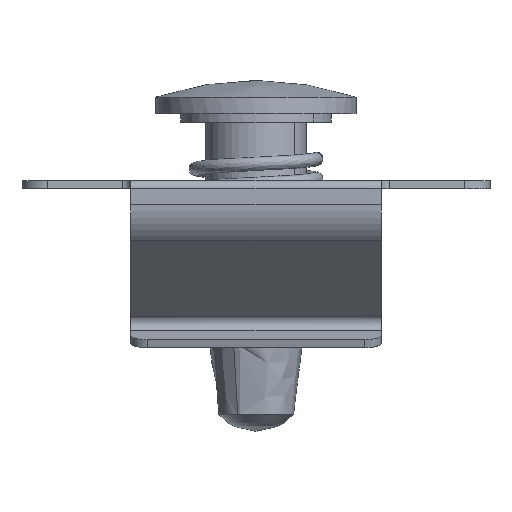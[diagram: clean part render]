
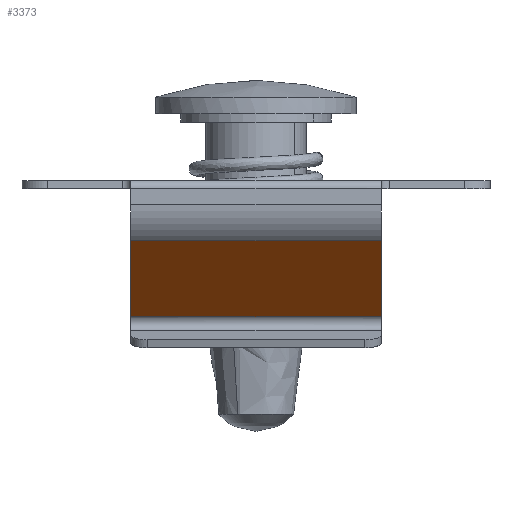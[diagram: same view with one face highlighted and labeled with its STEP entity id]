
A CAD part, left-side view. The second image highlights one B-rep face of the part: STEP entity #3373.
In plain terms, the highlighted free-form (B-spline) face has degree [1, 1] with [2, 2] control points.
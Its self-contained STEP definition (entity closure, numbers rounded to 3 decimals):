
#1903=CARTESIAN_POINT('',(7.5,8.133,1.66));
#1904=VERTEX_POINT('',#1903);
#1919=CARTESIAN_POINT('',(7.5,3.608,6.54));
#1920=VERTEX_POINT('',#1919);
#1921=CARTESIAN_POINT('',(7.5,8.133,1.66));
#1922=CARTESIAN_POINT('',(7.5,3.608,6.54));
#1923=QUASI_UNIFORM_CURVE('',1,(#1921,#1922),.UNSPECIFIED.,.F.,.U.);
#1924=EDGE_CURVE('',#1904,#1920,#1923,.T.);
#2330=CARTESIAN_POINT('',(-7.5,3.608,6.54));
#2331=VERTEX_POINT('',#2330);
#2342=CARTESIAN_POINT('',(-7.5,8.133,1.66));
#2343=VERTEX_POINT('',#2342);
#2344=CARTESIAN_POINT('',(-7.5,3.608,6.54));
#2345=CARTESIAN_POINT('',(-7.5,8.133,1.66));
#2346=QUASI_UNIFORM_CURVE('',1,(#2344,#2345),.UNSPECIFIED.,.F.,.U.);
#2347=EDGE_CURVE('',#2331,#2343,#2346,.T.);
#2971=CARTESIAN_POINT('',(-7.5,8.133,1.66));
#2972=CARTESIAN_POINT('',(7.5,8.133,1.66));
#2973=QUASI_UNIFORM_CURVE('',1,(#2971,#2972),.UNSPECIFIED.,.F.,.U.);
#2974=EDGE_CURVE('',#2343,#1904,#2973,.T.);
#3358=CARTESIAN_POINT('',(-8.249,3.382,6.784));
#3359=CARTESIAN_POINT('',(-8.249,8.359,1.416));
#3360=CARTESIAN_POINT('',(8.249,3.382,6.784));
#3361=CARTESIAN_POINT('',(8.249,8.359,1.416));
#3362=B_SPLINE_SURFACE_WITH_KNOTS('',1,1,((#3358,#3360),(#3359,#3361)),.UNSPECIFIED.,.F.,.F.,.U.,(2,2),(2,2),(0.0,7.32),(0.0,16.499),.UNSPECIFIED.);
#3363=ORIENTED_EDGE('',*,*,#1924,.F.);
#3364=ORIENTED_EDGE('',*,*,#2974,.F.);
#3365=ORIENTED_EDGE('',*,*,#2347,.F.);
#3366=CARTESIAN_POINT('',(-7.5,3.608,6.54));
#3367=CARTESIAN_POINT('',(7.5,3.608,6.54));
#3368=QUASI_UNIFORM_CURVE('',1,(#3366,#3367),.UNSPECIFIED.,.F.,.U.);
#3369=EDGE_CURVE('',#2331,#1920,#3368,.T.);
#3370=ORIENTED_EDGE('',*,*,#3369,.T.);
#3371=EDGE_LOOP('',(#3363,#3364,#3365,#3370));
#3372=FACE_OUTER_BOUND('',#3371,.T.);
#3373=ADVANCED_FACE('',(#3372),#3362,.F.);
